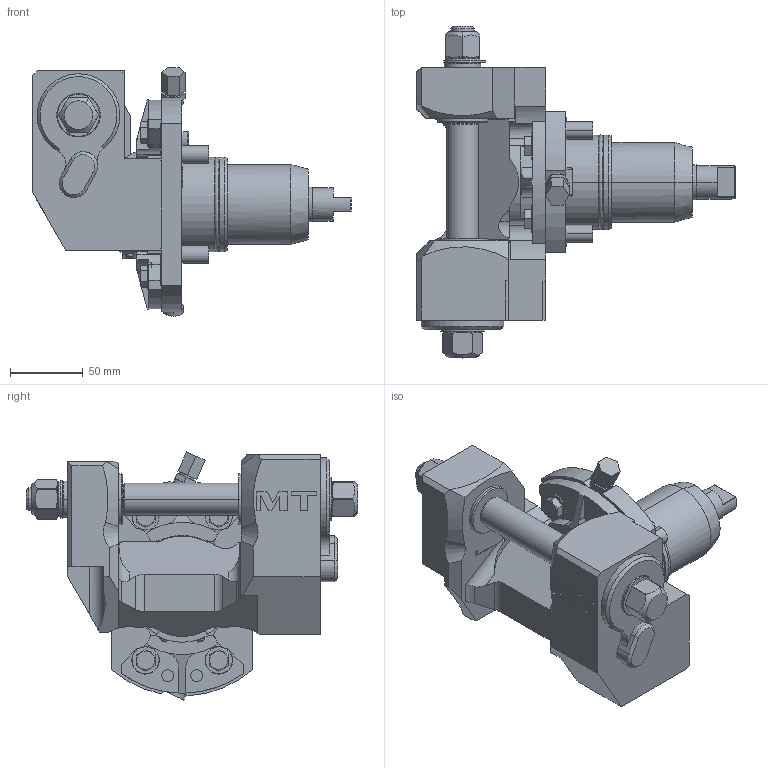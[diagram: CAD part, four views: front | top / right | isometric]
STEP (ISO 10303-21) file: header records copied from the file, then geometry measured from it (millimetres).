
FILE_DESCRIPTION((''),'2;1');
FILE_NAME('NKM0311100_CONF','2023-06-19T11:25:05',('gvalli'),('M.T. srl'),'CREO PARAMETRIC BY PTC INC, 2021072','CREO PARAMETRIC BY PTC INC, 2021072','');
FILE_SCHEMA(('CONFIG_CONTROL_DESIGN'));
Length unit declared in the file: millimetre
Products named in the file (1): NKM0311100_CONF
Bounding box: 219.22 x 228.5 x 170.82 mm (x, y, z)
Volume: 1509334.7 mm3; surface area: 161725.7 mm2
Topology: 1 solids, 1 shells, 562 faces, 1485 edges, 947 vertices
Faces by surface type: plane 270, cylinder 205, cone 67, torus 10, bspline 8, extrusion 2
Entity records: 19904 total; most frequent: CARTESIAN_POINT 5768, DIRECTION 3016, ORIENTED_EDGE 2946, EDGE_CURVE 1473, AXIS2_PLACEMENT_3D 1131, VERTEX_POINT 947, VECTOR 754, LINE 752
